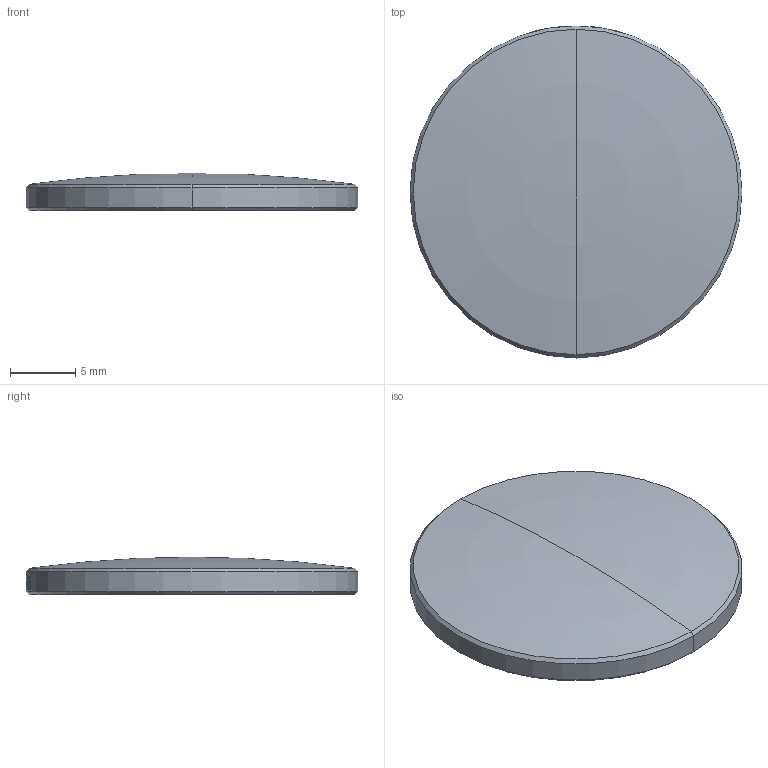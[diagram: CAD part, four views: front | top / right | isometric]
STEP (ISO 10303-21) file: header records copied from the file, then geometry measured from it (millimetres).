
FILE_DESCRIPTION (( 'STEP AP214' ), '1' );
FILE_NAME ('CTN016827-E0W.STEP', '2020-12-31T08:47:28', ( '' ), ( '' ), 'SwSTEP 2.0', 'SolidWorks 2018', '' );
FILE_SCHEMA (( 'AUTOMOTIVE_DESIGN' ));
Length unit declared in the file: inch
Products named in the file (2): CTN016827-E0W; CTN016847
Assembly tree (1 placements, depth 2):
  CTN016827-E0W
    CTN016847
Bounding box: 25.4 x 25.4 x 2.88 mm (x, y, z)
Volume: 1231.8 mm3; surface area: 1153.7 mm2
Topology: 1 solids, 1 shells, 26 faces, 129 edges, 116 vertices
Faces by surface type: cylinder 19, cone 4, torus 2, plane 1
Entity records: 2072 total; most frequent: CARTESIAN_POINT 984, ORIENTED_EDGE 254, DIRECTION 168, EDGE_CURVE 127, VERTEX_POINT 116, AXIS2_PLACEMENT_3D 68, B_SPLINE_CURVE_WITH_KNOTS 57, EDGE_LOOP 39
